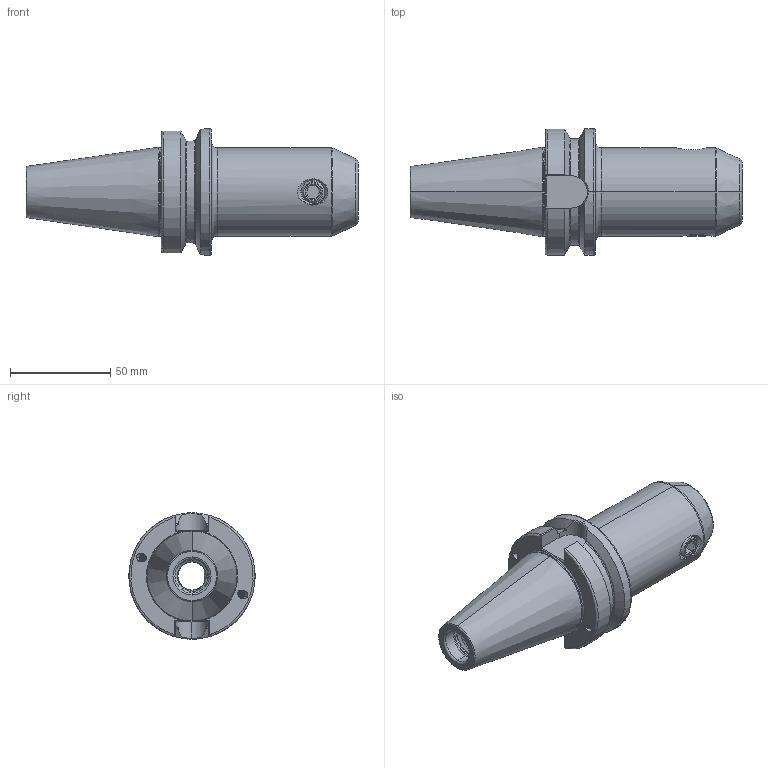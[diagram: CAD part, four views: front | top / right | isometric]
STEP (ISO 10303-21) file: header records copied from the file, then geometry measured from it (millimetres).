
FILE_DESCRIPTION (( 'STEP AP203' ), '1' );
FILE_NAME ('406.04.14.1.STEP', '2016-08-05T09:37:32', ( '' ), ( '' ), 'SwSTEP 2.0', 'SolidWorks 2012', '' );
FILE_SCHEMA (( 'CONFIG_CONTROL_DESIGN' ));
Length unit declared in the file: millimetre
Products named in the file (3): 側固12_M12x1.75_16L; 406.04.14.1
Assembly tree (2 placements, depth 2):
  406.04.14.1
    406.04.14.1
    側固12_M12x1.75_16L
Bounding box: 165.4 x 63 x 63 mm (x, y, z)
Volume: 212077.9 mm3; surface area: 38395.8 mm2
Topology: 2 solids, 2 shells, 238 faces, 633 edges, 404 vertices
Faces by surface type: cylinder 111, plane 43, torus 28, cone 28, bspline 26, sphere 2
Entity records: 20704 total; most frequent: CARTESIAN_POINT 15270, ORIENTED_EDGE 1262, DIRECTION 880, EDGE_CURVE 631, VERTEX_POINT 404, AXIS2_PLACEMENT_3D 345, EDGE_LOOP 253, ADVANCED_FACE 238
